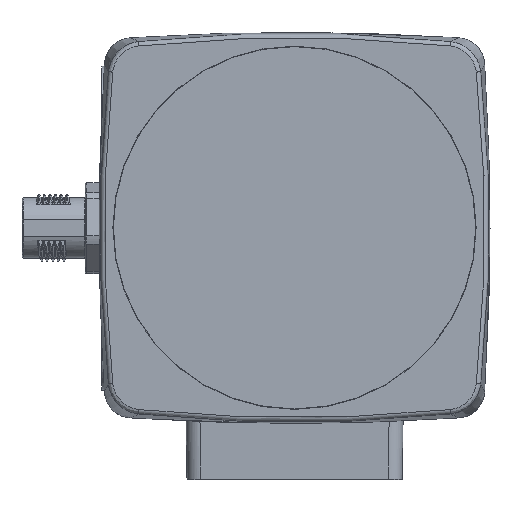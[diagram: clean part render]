
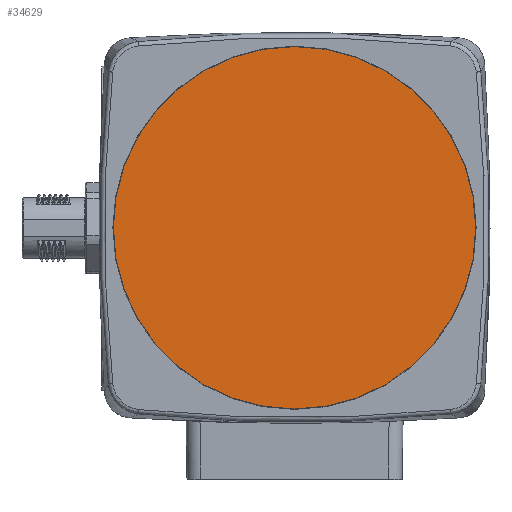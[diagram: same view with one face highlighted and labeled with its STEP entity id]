
A CAD part, top view. The second image highlights one B-rep face of the part: STEP entity #34629.
In plain terms, the highlighted planar face has unit normal (0, 0, 1).
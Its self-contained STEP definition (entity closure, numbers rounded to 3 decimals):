
#34541=CARTESIAN_POINT('',(0.,0.,6.1));
#34542=DIRECTION('',(0.,0.,-1.));
#34543=DIRECTION('',(-1.,0.,0.));
#34544=AXIS2_PLACEMENT_3D('',#34541,#34542,#34543);
#34546=CARTESIAN_POINT('',(0.,0.,6.1));
#34547=DIRECTION('',(0.,0.,-1.));
#34548=DIRECTION('',(1.,0.,0.));
#34549=AXIS2_PLACEMENT_3D('',#34546,#34547,#34548);
#34555=CARTESIAN_POINT('',(32.45,0.,6.1));
#34556=VERTEX_POINT('',#34555);
#34557=CARTESIAN_POINT('',(-32.45,0.,6.1));
#34558=VERTEX_POINT('',#34557);
#34620=CARTESIAN_POINT('',(0.,0.,6.1));
#34621=DIRECTION('',(0.,0.,1.));
#34622=DIRECTION('',(1.,0.,0.));
#34623=AXIS2_PLACEMENT_3D('',#34620,#34621,#34622);
#34624=PLANE('',#34623);
#34625=ORIENTED_EDGE('',*,*,#34586,.T.);
#34626=ORIENTED_EDGE('',*,*,#34607,.T.);
#34627=EDGE_LOOP('',(#34625,#34626));
#34628=FACE_OUTER_BOUND('',#34627,.F.);
#34629=ADVANCED_FACE('',(#34628),#34624,.T.);
#34545=CIRCLE('',#34544,32.45);
#34550=CIRCLE('',#34549,32.45);
#34586=EDGE_CURVE('',#34558,#34556,#34545,.T.);
#34607=EDGE_CURVE('',#34556,#34558,#34550,.T.);
